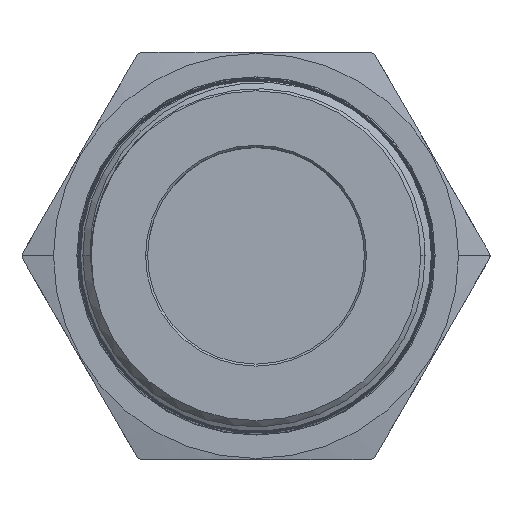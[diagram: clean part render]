
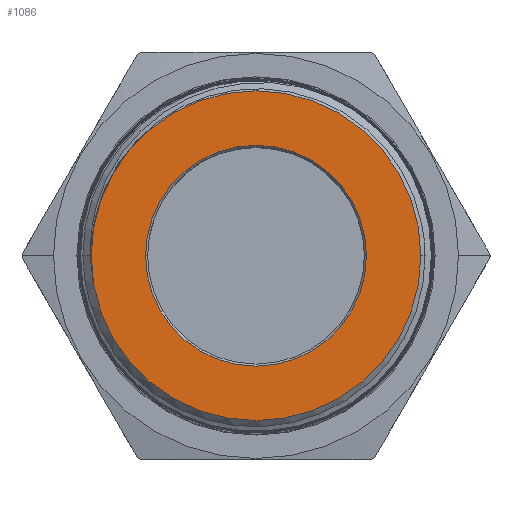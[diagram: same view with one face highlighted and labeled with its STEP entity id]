
A CAD part, top view. The second image highlights one B-rep face of the part: STEP entity #1086.
In plain terms, the highlighted planar face has unit normal (0, 0, 1).
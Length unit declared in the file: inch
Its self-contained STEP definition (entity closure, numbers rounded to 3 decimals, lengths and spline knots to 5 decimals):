
#745 = CARTESIAN_POINT ( 'NONE',  ( 0., 0., 1.88 ) ) ;
#746 = DIRECTION ( 'NONE',  ( 0., 0., 1. ) ) ;
#747 = DIRECTION ( 'NONE',  ( 1., 0., 0. ) ) ;
#885 = CARTESIAN_POINT ( 'NONE',  ( 0., 0., 1.88 ) ) ;
#887 = DIRECTION ( 'NONE',  ( 0., 0., 1. ) ) ;
#889 = DIRECTION ( 'NONE',  ( 1., 0., 0. ) ) ;
#1086 = ADVANCED_FACE ( 'NONE', ( #7764, #7770 ), #3853, .T. ) ;
#3847 = DIRECTION ( 'NONE',  ( 0., 0., 1. ) ) ;
#3851 = CARTESIAN_POINT ( 'NONE',  ( 0., 0., 1.88 ) ) ;
#3853 = PLANE ( 'NONE',  #4377 ) ;
#3855 = DIRECTION ( 'NONE',  ( 1., 0., 0. ) ) ;
#4161 = CARTESIAN_POINT ( 'NONE',  ( -1.62031, 0., 1.88 ) ) ;
#4223 = CARTESIAN_POINT ( 'NONE',  ( 1.62031, 0., 1.88 ) ) ;
#4224 = CARTESIAN_POINT ( 'NONE',  ( 1.085, 0., 1.88 ) ) ;
#4227 = CARTESIAN_POINT ( 'NONE',  ( -1.085, 0., 1.88 ) ) ;
#4328 = EDGE_CURVE ( 'NONE', #7690, #7687, #7784, .T. ) ;
#4377 = AXIS2_PLACEMENT_3D ( 'NONE', #3851, #3847, #3855 ) ;
#4385 = AXIS2_PLACEMENT_3D ( 'NONE', #4979, #4980, #4981 ) ;
#4395 = AXIS2_PLACEMENT_3D ( 'NONE', #5996, #5997, #5998 ) ;
#4419 = AXIS2_PLACEMENT_3D ( 'NONE', #745, #746, #747 ) ;
#4420 = AXIS2_PLACEMENT_3D ( 'NONE', #885, #887, #889 ) ;
#4435 = EDGE_CURVE ( 'NONE', #7687, #7690, #7819, .T. ) ;
#4476 = EDGE_CURVE ( 'NONE', #7685, #7686, #7865, .T. ) ;
#4481 = EDGE_CURVE ( 'NONE', #7686, #7685, #7870, .T. ) ;
#4979 = CARTESIAN_POINT ( 'NONE',  ( 0., 0., 1.88 ) ) ;
#4980 = DIRECTION ( 'NONE',  ( 0., 0., -1. ) ) ;
#4981 = DIRECTION ( 'NONE',  ( -1., 0., 0. ) ) ;
#5996 = CARTESIAN_POINT ( 'NONE',  ( 0., 0., 1.88 ) ) ;
#5997 = DIRECTION ( 'NONE',  ( 0., 0., -1. ) ) ;
#5998 = DIRECTION ( 'NONE',  ( -1., 0., 0. ) ) ;
#6159 = ORIENTED_EDGE ( 'NONE', *, *, #4435, .T. ) ;
#6161 = ORIENTED_EDGE ( 'NONE', *, *, #4328, .T. ) ;
#6163 = ORIENTED_EDGE ( 'NONE', *, *, #4481, .T. ) ;
#6165 = ORIENTED_EDGE ( 'NONE', *, *, #4476, .T. ) ;
#7611 = EDGE_LOOP ( 'NONE', ( #6159, #6161 ) ) ;
#7614 = EDGE_LOOP ( 'NONE', ( #6163, #6165 ) ) ;
#7685 = VERTEX_POINT ( 'NONE', #4223 ) ;
#7686 = VERTEX_POINT ( 'NONE', #4161 ) ;
#7687 = VERTEX_POINT ( 'NONE', #4224 ) ;
#7690 = VERTEX_POINT ( 'NONE', #4227 ) ;
#7764 = FACE_BOUND ( 'NONE', #7611, .T. ) ;
#7770 = FACE_OUTER_BOUND ( 'NONE', #7614, .T. ) ;
#7784 = CIRCLE ( 'NONE', #4385, 1.085 ) ;
#7819 = CIRCLE ( 'NONE', #4395, 1.085 ) ;
#7865 = CIRCLE ( 'NONE', #4419, 1.62031 ) ;
#7870 = CIRCLE ( 'NONE', #4420, 1.62031 ) ;
